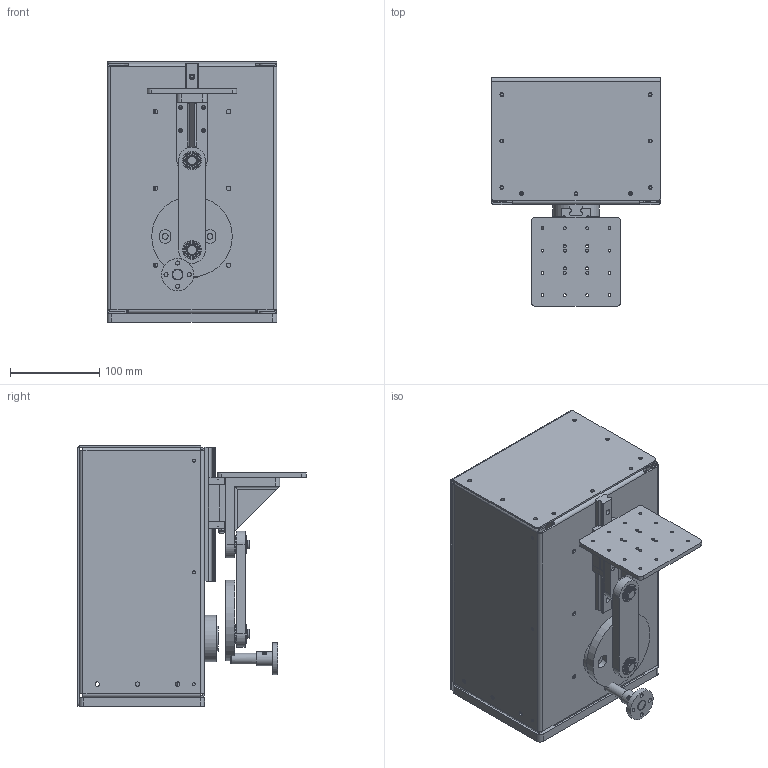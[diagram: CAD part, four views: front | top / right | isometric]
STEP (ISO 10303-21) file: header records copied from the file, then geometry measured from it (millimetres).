
FILE_DESCRIPTION(/* description */ (''),/* implementation_level */ '2;1');
FILE_NAME(/* name */ 'sindouki_assem v1.step',/* time_stamp */ '2021-08-17T09:41:06+09:00',/* author */ (''),/* organization */ (''),/* preprocessor_version */ 'ST-DEVELOPER v18.1',/* originating_system */ 'Autodesk Translation Framework v10.9.0.1377',/* authorisation */ '');
FILE_SCHEMA (('AUTOMOTIVE_DESIGN { 1 0 10303 214 3 1 1 }'));
Length unit declared in the file: millimetre
Products named in the file (35): sindouki_assem; A1816_F; SOL5M8F; part1; part2; MCOC30-12-14; _MCOC_spacer30; _MCOC30-12_c; _MCOC30-14_c; _M4-16_bo2; BGRAB6001ZZ; BGRAB6001ZZ_1; _BGRAB6001ZZ_h; _bearing_6001; _RRING-C-INT-28; LBNR4; 80W-12; part3; part4; part5; SXRL24-150; _SXRL24-150_r; _SXRL24-150_b; 100*100; main_cover; HFS6-3030-272; SFL6800ZZ; PACK10-CIMRS12-15-0.5; SFXHA10-YC7.0-F13; SFXHA10-YC7.0-F13_1; _SFXHA10-YC7.0-F13_body; SSTHR12-MB; _SSTHR12-MB_b; _SET-SCREW4-3; PSSFG12-53-RC12
Assembly tree (48 placements, depth 3):
  sindouki_assem
    A1816_F
    SOL5M8F
    part1
    part2
    MCOC30-12-14
      _MCOC_spacer30
      _MCOC30-12_c
      _M4-16_bo2  x2
      _MCOC30-14_c
    BGRAB6001ZZ
      _BGRAB6001ZZ_h
      _bearing_6001
      _RRING-C-INT-28
    BGRAB6001ZZ_1
      _BGRAB6001ZZ_h
      _bearing_6001
      _RRING-C-INT-28
    LBNR4
    80W-12  x2
    part3
    part4
    part5
    SXRL24-150
      _SXRL24-150_r
      _SXRL24-150_b
    100*100
    main_cover
    HFS6-3030-272  x2
    SFL6800ZZ  x4
    PACK10-CIMRS12-15-0.5  x4
    SFXHA10-YC7.0-F13
      _SFXHA10-YC7.0-F13_body
    SFXHA10-YC7.0-F13_1
      _SFXHA10-YC7.0-F13_body
    SSTHR12-MB
      _SSTHR12-MB_b
      _SET-SCREW4-3  x2
    PSSFG12-53-RC12
Bounding box: 190 x 256 x 292 mm (x, y, z)
Volume: 1815722.6 mm3; surface area: 913829.7 mm2
Topology: 41 solids, 41 shells, 1225 faces, 2994 edges, 1942 vertices
Faces by surface type: plane 662, cylinder 459, cone 75, torus 26, bspline 3
Full cylindrical faces by diameter (mm): 2 x4, 3.2 x3, 3.242 x9, 3.3 x45, 3.5 x3, 4 x6, 4.134 x8, 4.2 x8, 4.3 x31, 4.4 x4, 4.5 x4, 4.8 x4, 4.917 x2, 5 x28, 5.94 x1, 6 x3, 6.4 x17, 6.647 x4, 6.8 x2, 7 x4, 8 x8, 8.5 x4, 9 x1, 9.6 x2, 9.8 x2, 10 x9, 12 x10, 12.5 x2, 12.74 x8, 13 x1
Entity records: 31528 total; most frequent: CARTESIAN_POINT 5682, DIRECTION 5393, ORIENTED_EDGE 4880, EDGE_CURVE 2440, AXIS2_PLACEMENT_3D 1956, VERTEX_POINT 1589, LINE 1481, VECTOR 1481
